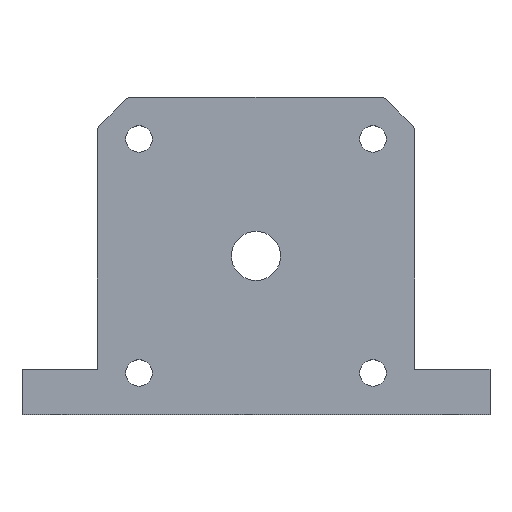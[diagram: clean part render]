
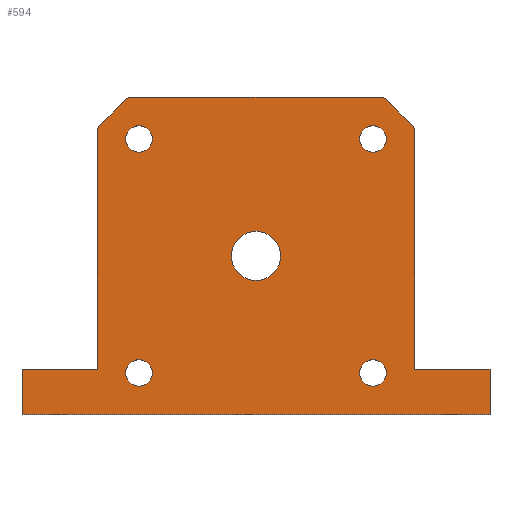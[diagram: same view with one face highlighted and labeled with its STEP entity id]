
A CAD part, top view. The second image highlights one B-rep face of the part: STEP entity #594.
In plain terms, the highlighted planar face has unit normal (0, 0, 1).
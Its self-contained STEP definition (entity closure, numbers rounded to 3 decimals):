
#27=FACE_BOUND('',#121,.T.);
#28=FACE_BOUND('',#122,.T.);
#29=FACE_BOUND('',#123,.T.);
#30=FACE_BOUND('',#124,.T.);
#31=FACE_BOUND('',#125,.T.);
#48=PLANE('',#665);
#79=FACE_OUTER_BOUND('',#120,.T.);
#120=EDGE_LOOP('',(#533,#534,#535,#536,#537,#538,#539,#540,#541,#542,#543,
#544,#545,#546));
#121=EDGE_LOOP('',(#547));
#122=EDGE_LOOP('',(#548));
#123=EDGE_LOOP('',(#549));
#124=EDGE_LOOP('',(#550));
#125=EDGE_LOOP('',(#551));
#136=LINE('',#880,#190);
#141=LINE('',#894,#195);
#144=LINE('',#901,#198);
#148=LINE('',#917,#202);
#155=LINE('',#936,#209);
#173=LINE('',#986,#227);
#174=LINE('',#988,#228);
#175=LINE('',#991,#229);
#177=LINE('',#995,#231);
#179=LINE('',#998,#233);
#190=VECTOR('',#704,10.);
#195=VECTOR('',#719,10.);
#198=VECTOR('',#728,10.);
#202=VECTOR('',#744,10.);
#209=VECTOR('',#763,10.);
#227=VECTOR('',#819,10.);
#228=VECTOR('',#822,10.);
#229=VECTOR('',#825,10.);
#231=VECTOR('',#829,10.);
#233=VECTOR('',#833,10.);
#234=CIRCLE('',#610,1.);
#244=CIRCLE('',#623,1.);
#245=CIRCLE('',#625,1.);
#246=CIRCLE('',#628,1.);
#255=CIRCLE('',#651,1.75);
#256=CIRCLE('',#653,1.75);
#257=CIRCLE('',#655,3.25);
#258=CIRCLE('',#657,1.75);
#259=CIRCLE('',#659,1.75);
#260=VERTEX_POINT('',#838);
#261=VERTEX_POINT('',#839);
#279=VERTEX_POINT('',#879);
#280=VERTEX_POINT('',#883);
#281=VERTEX_POINT('',#887);
#282=VERTEX_POINT('',#888);
#283=VERTEX_POINT('',#893);
#284=VERTEX_POINT('',#897);
#289=VERTEX_POINT('',#914);
#290=VERTEX_POINT('',#916);
#295=VERTEX_POINT('',#933);
#296=VERTEX_POINT('',#935);
#305=VERTEX_POINT('',#966);
#306=VERTEX_POINT('',#970);
#307=VERTEX_POINT('',#974);
#308=VERTEX_POINT('',#978);
#309=VERTEX_POINT('',#982);
#310=VERTEX_POINT('',#990);
#311=VERTEX_POINT('',#994);
#312=EDGE_CURVE('',#260,#261,#234,.T.);
#332=EDGE_CURVE('',#261,#279,#136,.T.);
#334=EDGE_CURVE('',#279,#280,#244,.T.);
#336=EDGE_CURVE('',#281,#282,#245,.T.);
#339=EDGE_CURVE('',#282,#283,#141,.T.);
#341=EDGE_CURVE('',#283,#284,#246,.T.);
#343=EDGE_CURVE('',#281,#280,#144,.T.);
#350=EDGE_CURVE('',#290,#289,#148,.T.);
#360=EDGE_CURVE('',#296,#295,#155,.T.);
#375=EDGE_CURVE('',#305,#305,#255,.T.);
#377=EDGE_CURVE('',#306,#306,#256,.T.);
#379=EDGE_CURVE('',#307,#307,#257,.T.);
#381=EDGE_CURVE('',#308,#308,#258,.T.);
#383=EDGE_CURVE('',#309,#309,#259,.T.);
#385=EDGE_CURVE('',#260,#290,#173,.T.);
#386=EDGE_CURVE('',#295,#284,#174,.T.);
#387=EDGE_CURVE('',#310,#296,#175,.T.);
#389=EDGE_CURVE('',#311,#310,#177,.T.);
#391=EDGE_CURVE('',#289,#311,#179,.T.);
#533=ORIENTED_EDGE('',*,*,#312,.F.);
#534=ORIENTED_EDGE('',*,*,#385,.T.);
#535=ORIENTED_EDGE('',*,*,#350,.T.);
#536=ORIENTED_EDGE('',*,*,#391,.T.);
#537=ORIENTED_EDGE('',*,*,#389,.T.);
#538=ORIENTED_EDGE('',*,*,#387,.T.);
#539=ORIENTED_EDGE('',*,*,#360,.T.);
#540=ORIENTED_EDGE('',*,*,#386,.T.);
#541=ORIENTED_EDGE('',*,*,#341,.F.);
#542=ORIENTED_EDGE('',*,*,#339,.F.);
#543=ORIENTED_EDGE('',*,*,#336,.F.);
#544=ORIENTED_EDGE('',*,*,#343,.T.);
#545=ORIENTED_EDGE('',*,*,#334,.F.);
#546=ORIENTED_EDGE('',*,*,#332,.F.);
#547=ORIENTED_EDGE('',*,*,#383,.T.);
#548=ORIENTED_EDGE('',*,*,#381,.T.);
#549=ORIENTED_EDGE('',*,*,#379,.T.);
#550=ORIENTED_EDGE('',*,*,#377,.T.);
#551=ORIENTED_EDGE('',*,*,#375,.T.);
#594=ADVANCED_FACE('',(#79,#27,#28,#29,#30,#31),#48,.T.);
#610=AXIS2_PLACEMENT_3D('',#840,#670,#671);
#623=AXIS2_PLACEMENT_3D('',#884,#708,#709);
#625=AXIS2_PLACEMENT_3D('',#889,#713,#714);
#628=AXIS2_PLACEMENT_3D('',#898,#723,#724);
#651=AXIS2_PLACEMENT_3D('',#967,#794,#795);
#653=AXIS2_PLACEMENT_3D('',#971,#799,#800);
#655=AXIS2_PLACEMENT_3D('',#975,#804,#805);
#657=AXIS2_PLACEMENT_3D('',#979,#809,#810);
#659=AXIS2_PLACEMENT_3D('',#983,#814,#815);
#665=AXIS2_PLACEMENT_3D('',#999,#834,#835);
#670=DIRECTION('center_axis',(0.,0.,-1.));
#671=DIRECTION('ref_axis',(-0.924,0.383,0.));
#704=DIRECTION('',(0.707,0.707,0.));
#708=DIRECTION('center_axis',(0.,0.,-1.));
#709=DIRECTION('ref_axis',(-0.383,0.924,0.));
#713=DIRECTION('center_axis',(0.,0.,-1.));
#714=DIRECTION('ref_axis',(0.383,0.924,0.));
#719=DIRECTION('',(0.707,-0.707,0.));
#723=DIRECTION('center_axis',(0.,0.,-1.));
#724=DIRECTION('ref_axis',(0.924,0.383,0.));
#728=DIRECTION('',(-1.,0.,0.));
#744=DIRECTION('',(-1.,0.,0.));
#763=DIRECTION('',(-1.,0.,0.));
#794=DIRECTION('center_axis',(0.,0.,-1.));
#795=DIRECTION('ref_axis',(1.,0.,0.));
#799=DIRECTION('center_axis',(0.,0.,-1.));
#800=DIRECTION('ref_axis',(1.,0.,0.));
#804=DIRECTION('center_axis',(0.,0.,-1.));
#805=DIRECTION('ref_axis',(1.,0.,0.));
#809=DIRECTION('center_axis',(0.,0.,-1.));
#810=DIRECTION('ref_axis',(1.,0.,0.));
#814=DIRECTION('center_axis',(0.,0.,-1.));
#815=DIRECTION('ref_axis',(1.,0.,0.));
#819=DIRECTION('',(0.,-1.,0.));
#822=DIRECTION('',(0.,1.,0.));
#825=DIRECTION('',(0.,1.,0.));
#829=DIRECTION('',(1.,0.,0.));
#833=DIRECTION('',(0.,-1.,0.));
#834=DIRECTION('center_axis',(0.,0.,1.));
#835=DIRECTION('ref_axis',(1.,0.,0.));
#838=CARTESIAN_POINT('',(-21.,37.586,6.));
#839=CARTESIAN_POINT('',(-20.707,38.293,6.));
#840=CARTESIAN_POINT('Origin',(-20.,37.586,6.));
#879=CARTESIAN_POINT('',(-17.293,41.707,6.));
#880=CARTESIAN_POINT('',(-19.,40.,6.));
#883=CARTESIAN_POINT('',(-16.586,42.,6.));
#884=CARTESIAN_POINT('Origin',(-16.586,41.,6.));
#887=CARTESIAN_POINT('',(16.586,42.,6.));
#888=CARTESIAN_POINT('',(17.293,41.707,6.));
#889=CARTESIAN_POINT('Origin',(16.586,41.,6.));
#893=CARTESIAN_POINT('',(20.707,38.293,6.));
#894=CARTESIAN_POINT('',(19.,40.,6.));
#897=CARTESIAN_POINT('',(21.,37.586,6.));
#898=CARTESIAN_POINT('Origin',(20.,37.586,6.));
#901=CARTESIAN_POINT('',(-21.,42.,6.));
#914=CARTESIAN_POINT('',(-31.,6.,6.));
#916=CARTESIAN_POINT('',(-21.,6.,6.));
#917=CARTESIAN_POINT('',(-31.,6.,6.));
#933=CARTESIAN_POINT('',(21.,6.,6.));
#935=CARTESIAN_POINT('',(31.,6.,6.));
#936=CARTESIAN_POINT('',(21.,6.,6.));
#966=CARTESIAN_POINT('',(13.75,5.5,6.));
#967=CARTESIAN_POINT('Origin',(15.5,5.5,6.));
#970=CARTESIAN_POINT('',(-17.25,5.5,6.));
#971=CARTESIAN_POINT('Origin',(-15.5,5.5,6.));
#974=CARTESIAN_POINT('',(-3.25,21.,6.));
#975=CARTESIAN_POINT('Origin',(0.,21.,6.));
#978=CARTESIAN_POINT('',(-17.25,36.5,6.));
#979=CARTESIAN_POINT('Origin',(-15.5,36.5,6.));
#982=CARTESIAN_POINT('',(13.75,36.5,6.));
#983=CARTESIAN_POINT('Origin',(15.5,36.5,6.));
#986=CARTESIAN_POINT('',(-21.,6.,6.));
#988=CARTESIAN_POINT('',(21.,42.,6.));
#990=CARTESIAN_POINT('',(31.,0.,6.));
#991=CARTESIAN_POINT('',(31.,6.,6.));
#994=CARTESIAN_POINT('',(-31.,0.,6.));
#995=CARTESIAN_POINT('',(31.,0.,6.));
#998=CARTESIAN_POINT('',(-31.,0.,6.));
#999=CARTESIAN_POINT('Origin',(0.,21.,6.));
